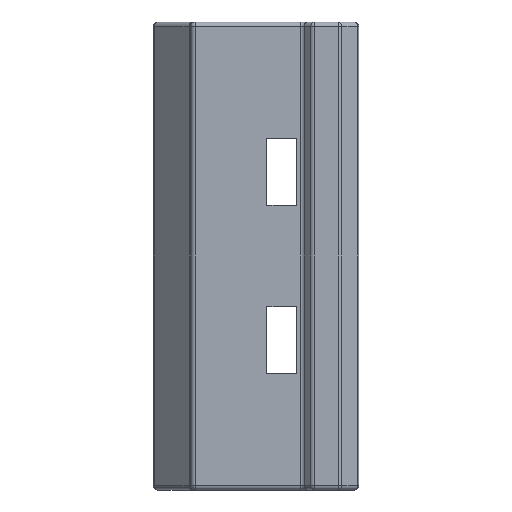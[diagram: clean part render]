
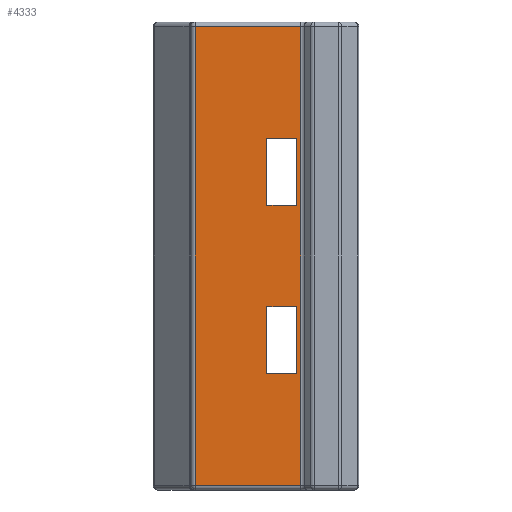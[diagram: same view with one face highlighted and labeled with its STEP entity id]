
A CAD part, left-side view. The second image highlights one B-rep face of the part: STEP entity #4333.
In plain terms, the highlighted planar face has unit normal (-1, 0, 0).
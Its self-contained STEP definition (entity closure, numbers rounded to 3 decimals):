
#21 = DIRECTION ( 'NONE',  ( 0., 1., 0. ) ) ;
#27 = ORIENTED_EDGE ( 'NONE', *, *, #933, .T. ) ;
#57 = VECTOR ( 'NONE', #1513, 1000. ) ;
#58 = CARTESIAN_POINT ( 'NONE',  ( -16.001, -4.357, 12.4 ) ) ;
#74 = VECTOR ( 'NONE', #883, 1000. ) ;
#81 = EDGE_LOOP ( 'NONE', ( #104, #27, #3410, #2656 ) ) ;
#97 = EDGE_CURVE ( 'NONE', #2337, #2516, #1855, .T. ) ;
#104 = ORIENTED_EDGE ( 'NONE', *, *, #1903, .T. ) ;
#132 = LINE ( 'NONE', #2756, #4354 ) ;
#271 = CARTESIAN_POINT ( 'NONE',  ( -16.001, 6.5, 0.5 ) ) ;
#302 = DIRECTION ( 'NONE',  ( 0., 0., 1. ) ) ;
#321 = ORIENTED_EDGE ( 'NONE', *, *, #1636, .F. ) ;
#383 = LINE ( 'NONE', #3495, #714 ) ;
#393 = CARTESIAN_POINT ( 'NONE',  ( -16.001, 0., 50. ) ) ;
#714 = VECTOR ( 'NONE', #3858, 1000. ) ;
#736 = EDGE_CURVE ( 'NONE', #1273, #2074, #1244, .T. ) ;
#831 = ORIENTED_EDGE ( 'NONE', *, *, #4901, .F. ) ;
#883 = DIRECTION ( 'NONE',  ( 0., 0., -1. ) ) ;
#933 = EDGE_CURVE ( 'NONE', #4274, #4287, #1795, .T. ) ;
#974 = ORIENTED_EDGE ( 'NONE', *, *, #2062, .F. ) ;
#1052 = ORIENTED_EDGE ( 'NONE', *, *, #2697, .F. ) ;
#1074 = PLANE ( 'NONE',  #1545 ) ;
#1242 = ORIENTED_EDGE ( 'NONE', *, *, #2546, .F. ) ;
#1244 = LINE ( 'NONE', #4430, #1637 ) ;
#1265 = CARTESIAN_POINT ( 'NONE',  ( -16.001, -4.357, 37.6 ) ) ;
#1273 = VERTEX_POINT ( 'NONE', #4499 ) ;
#1281 = VECTOR ( 'NONE', #302, 1000. ) ;
#1319 = DIRECTION ( 'NONE',  ( 0., 0., 1. ) ) ;
#1356 = LINE ( 'NONE', #3257, #3489 ) ;
#1513 = DIRECTION ( 'NONE',  ( 0., -1., 0. ) ) ;
#1516 = VERTEX_POINT ( 'NONE', #4239 ) ;
#1545 = AXIS2_PLACEMENT_3D ( 'NONE', #393, #5012, #4169 ) ;
#1556 = DIRECTION ( 'NONE',  ( 0., 1., 0. ) ) ;
#1636 = EDGE_CURVE ( 'NONE', #4486, #3499, #4775, .T. ) ;
#1637 = VECTOR ( 'NONE', #2059, 1000. ) ;
#1644 = VERTEX_POINT ( 'NONE', #3166 ) ;
#1777 = LINE ( 'NONE', #3670, #3450 ) ;
#1788 = DIRECTION ( 'NONE',  ( 0., -1., 0. ) ) ;
#1790 = CARTESIAN_POINT ( 'NONE',  ( -16.001, -1.157, 12.4 ) ) ;
#1795 = LINE ( 'NONE', #3026, #1980 ) ;
#1832 = CARTESIAN_POINT ( 'NONE',  ( -16.001, 7., 49.5 ) ) ;
#1855 = LINE ( 'NONE', #2510, #1281 ) ;
#1903 = EDGE_CURVE ( 'NONE', #2516, #4274, #3034, .T. ) ;
#1980 = VECTOR ( 'NONE', #4531, 1000. ) ;
#2059 = DIRECTION ( 'NONE',  ( 0., 0., -1. ) ) ;
#2062 = EDGE_CURVE ( 'NONE', #2373, #1273, #1356, .T. ) ;
#2074 = VERTEX_POINT ( 'NONE', #2872 ) ;
#2179 = CARTESIAN_POINT ( 'NONE',  ( -16.001, -4.794, 49.5 ) ) ;
#2191 = ORIENTED_EDGE ( 'NONE', *, *, #2366, .F. ) ;
#2253 = LINE ( 'NONE', #4160, #5009 ) ;
#2337 = VERTEX_POINT ( 'NONE', #2715 ) ;
#2366 = EDGE_CURVE ( 'NONE', #3750, #1516, #2899, .T. ) ;
#2373 = VERTEX_POINT ( 'NONE', #1265 ) ;
#2414 = CARTESIAN_POINT ( 'NONE',  ( -16.001, -1.157, 19.6 ) ) ;
#2459 = ORIENTED_EDGE ( 'NONE', *, *, #736, .F. ) ;
#2510 = CARTESIAN_POINT ( 'NONE',  ( -16.001, -4.794, 50. ) ) ;
#2516 = VERTEX_POINT ( 'NONE', #2179 ) ;
#2546 = EDGE_CURVE ( 'NONE', #2074, #1644, #2253, .T. ) ;
#2609 = CARTESIAN_POINT ( 'NONE',  ( -16.001, 0., 0.5 ) ) ;
#2656 = ORIENTED_EDGE ( 'NONE', *, *, #97, .T. ) ;
#2664 = LINE ( 'NONE', #2609, #57 ) ;
#2694 = FACE_BOUND ( 'NONE', #4064, .T. ) ;
#2697 = EDGE_CURVE ( 'NONE', #1644, #2373, #383, .T. ) ;
#2715 = CARTESIAN_POINT ( 'NONE',  ( -16.001, -4.794, 0.5 ) ) ;
#2756 = CARTESIAN_POINT ( 'NONE',  ( -16.001, -1.157, 19.6 ) ) ;
#2843 = ORIENTED_EDGE ( 'NONE', *, *, #3317, .F. ) ;
#2872 = CARTESIAN_POINT ( 'NONE',  ( -16.001, -1.157, 30.4 ) ) ;
#2899 = LINE ( 'NONE', #4376, #4609 ) ;
#3026 = CARTESIAN_POINT ( 'NONE',  ( -16.001, 6.5, 50. ) ) ;
#3029 = FACE_OUTER_BOUND ( 'NONE', #81, .T. ) ;
#3034 = LINE ( 'NONE', #1832, #4860 ) ;
#3166 = CARTESIAN_POINT ( 'NONE',  ( -16.001, -4.357, 30.4 ) ) ;
#3257 = CARTESIAN_POINT ( 'NONE',  ( -16.001, -1.157, 37.6 ) ) ;
#3266 = EDGE_LOOP ( 'NONE', ( #1052, #1242, #2459, #974 ) ) ;
#3317 = EDGE_CURVE ( 'NONE', #3499, #3750, #1777, .T. ) ;
#3410 = ORIENTED_EDGE ( 'NONE', *, *, #3558, .T. ) ;
#3450 = VECTOR ( 'NONE', #3693, 1000. ) ;
#3489 = VECTOR ( 'NONE', #4816, 1000. ) ;
#3495 = CARTESIAN_POINT ( 'NONE',  ( -16.001, -4.357, 30.4 ) ) ;
#3499 = VERTEX_POINT ( 'NONE', #1790 ) ;
#3549 = CARTESIAN_POINT ( 'NONE',  ( -16.001, -1.157, 12.4 ) ) ;
#3558 = EDGE_CURVE ( 'NONE', #4287, #2337, #2664, .T. ) ;
#3670 = CARTESIAN_POINT ( 'NONE',  ( -16.001, -1.157, 12.4 ) ) ;
#3693 = DIRECTION ( 'NONE',  ( 0., -1., 0. ) ) ;
#3750 = VERTEX_POINT ( 'NONE', #58 ) ;
#3858 = DIRECTION ( 'NONE',  ( 0., 0., 1. ) ) ;
#3869 = FACE_BOUND ( 'NONE', #3266, .T. ) ;
#4064 = EDGE_LOOP ( 'NONE', ( #2191, #2843, #321, #831 ) ) ;
#4160 = CARTESIAN_POINT ( 'NONE',  ( -16.001, -1.157, 30.4 ) ) ;
#4169 = DIRECTION ( 'NONE',  ( 0., 0., -1. ) ) ;
#4239 = CARTESIAN_POINT ( 'NONE',  ( -16.001, -4.357, 19.6 ) ) ;
#4274 = VERTEX_POINT ( 'NONE', #4794 ) ;
#4287 = VERTEX_POINT ( 'NONE', #271 ) ;
#4333 = ADVANCED_FACE ( 'NONE', ( #2694, #3869, #3029 ), #1074, .F. ) ;
#4354 = VECTOR ( 'NONE', #1556, 1000. ) ;
#4376 = CARTESIAN_POINT ( 'NONE',  ( -16.001, -4.357, 12.4 ) ) ;
#4430 = CARTESIAN_POINT ( 'NONE',  ( -16.001, -1.157, 30.4 ) ) ;
#4486 = VERTEX_POINT ( 'NONE', #2414 ) ;
#4499 = CARTESIAN_POINT ( 'NONE',  ( -16.001, -1.157, 37.6 ) ) ;
#4531 = DIRECTION ( 'NONE',  ( 0., 0., -1. ) ) ;
#4609 = VECTOR ( 'NONE', #1319, 1000. ) ;
#4775 = LINE ( 'NONE', #3549, #74 ) ;
#4794 = CARTESIAN_POINT ( 'NONE',  ( -16.001, 6.5, 49.5 ) ) ;
#4816 = DIRECTION ( 'NONE',  ( 0., 1., 0. ) ) ;
#4860 = VECTOR ( 'NONE', #21, 1000. ) ;
#4901 = EDGE_CURVE ( 'NONE', #1516, #4486, #132, .T. ) ;
#5009 = VECTOR ( 'NONE', #1788, 1000. ) ;
#5012 = DIRECTION ( 'NONE',  ( 1., 0., 0. ) ) ;
